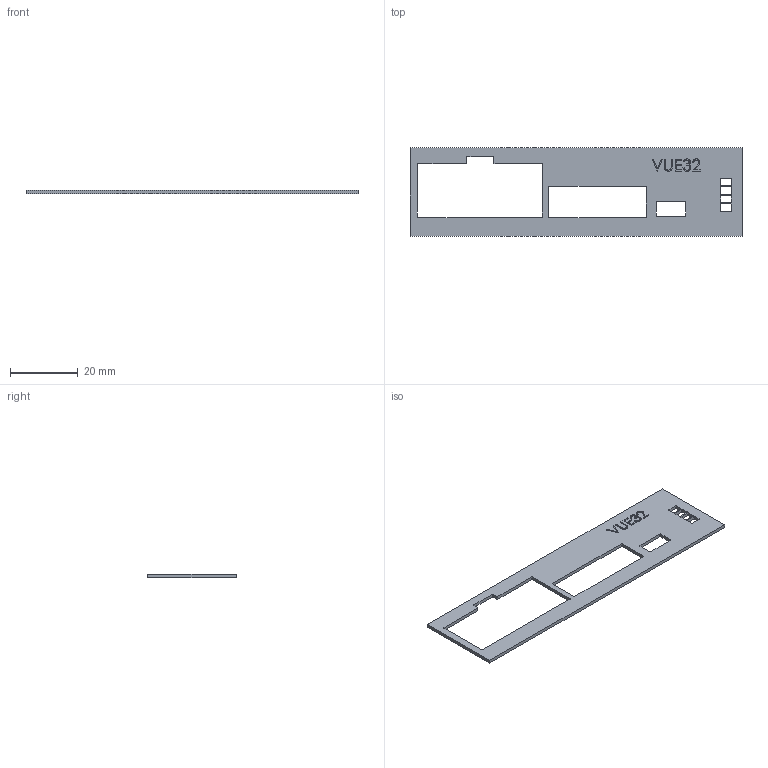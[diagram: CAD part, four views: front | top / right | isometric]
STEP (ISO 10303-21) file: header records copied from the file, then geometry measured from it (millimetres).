
FILE_DESCRIPTION (( 'STEP AP214' ), '1' );
FILE_NAME ('vue_front_0_2.STEP', '2012-06-27T23:50:14', ( 'JFDuval' ), ( '' ), 'SwSTEP 2.0', 'SolidWorks 2011', '' );
FILE_SCHEMA (( 'AUTOMOTIVE_DESIGN' ));
Length unit declared in the file: millimetre
Products named in the file (1): vue_front_0_2
Bounding box: 98 x 26 x 1.1 mm (x, y, z)
Volume: 1604.5 mm3; surface area: 3716.1 mm2
Topology: 1 solids, 1 shells, 136 faces, 387 edges, 258 vertices
Faces by surface type: plane 77, cylinder 32, bspline 27
Entity records: 5871 total; most frequent: CARTESIAN_POINT 2385, ORIENTED_EDGE 774, DIRECTION 617, EDGE_CURVE 387, VECTOR 269, LINE 269, VERTEX_POINT 258, AXIS2_PLACEMENT_3D 174
